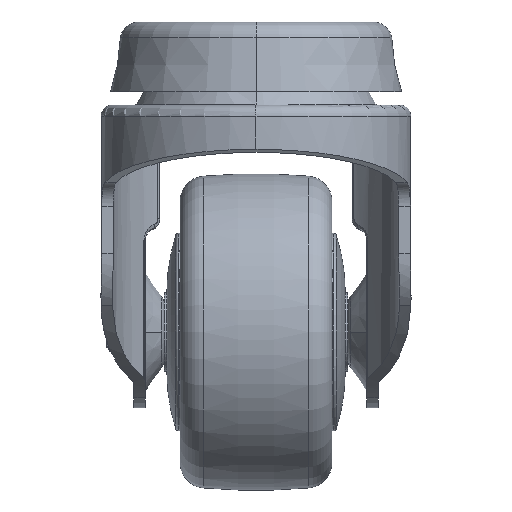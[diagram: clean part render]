
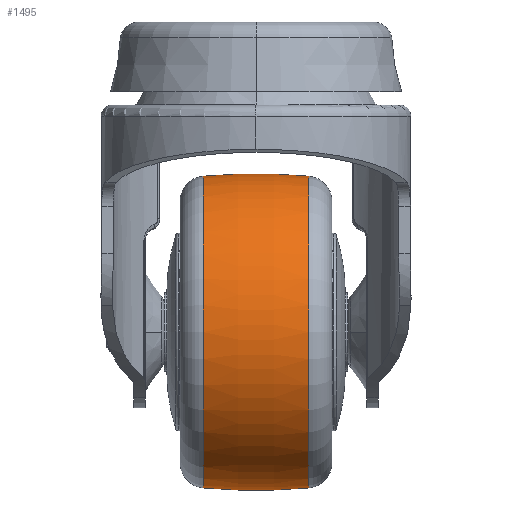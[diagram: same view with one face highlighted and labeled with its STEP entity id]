
A CAD part, left-side view. The second image highlights one B-rep face of the part: STEP entity #1495.
In plain terms, the highlighted toroidal (fillet/blend) face has major radius 71.375 mm and minor radius 96.375 mm.
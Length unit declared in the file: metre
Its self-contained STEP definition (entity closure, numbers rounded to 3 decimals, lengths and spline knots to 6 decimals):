
#1495=ADVANCED_FACE('',(#2346),#2347,.T.);
#2346=FACE_OUTER_BOUND('',#6868,.T.);
#2347=TOROIDAL_SURFACE('',#6869,-0.071375,0.096375);
#6868=EDGE_LOOP('',(#16346,#16347,#16348,#16349));
#6869=AXIS2_PLACEMENT_3D('',#16350,#16351,#16352);
#16346=ORIENTED_EDGE('',*,*,#19628,.T.);
#16347=ORIENTED_EDGE('',*,*,#19637,.F.);
#16348=ORIENTED_EDGE('',*,*,#19630,.T.);
#16349=ORIENTED_EDGE('',*,*,#19636,.T.);
#16350=CARTESIAN_POINT('',(0.,0.,0.0));
#16351=DIRECTION('',(0.,1.0,0.));
#16352=DIRECTION('',(0.0,0.,1.0));
#19628=EDGE_CURVE('',#21314,#21306,#21315,.T.);
#19630=EDGE_CURVE('',#21309,#21316,#21318,.T.);
#19636=EDGE_CURVE('',#21316,#21314,#21326,.T.);
#19637=EDGE_CURVE('',#21309,#21306,#21327,.T.);
#21306=VERTEX_POINT('',#24687);
#21309=VERTEX_POINT('',#24690);
#21314=VERTEX_POINT('',#24695);
#21315=CIRCLE('',#24696,0.096375);
#21316=VERTEX_POINT('',#24697);
#21318=CIRCLE('',#24699,0.096375);
#21326=CIRCLE('',#24707,0.024638);
#21327=CIRCLE('',#24708,0.024638);
#24687=CARTESIAN_POINT('',(0.,0.008346,0.024638));
#24690=CARTESIAN_POINT('',(0.,0.008346,-0.024638));
#24695=CARTESIAN_POINT('',(0.,-0.008346,0.024638));
#24696=AXIS2_PLACEMENT_3D('',#39894,#39895,#39896);
#24697=CARTESIAN_POINT('',(0.,-0.008346,-0.024638));
#24699=AXIS2_PLACEMENT_3D('',#39900,#39901,#39902);
#24707=AXIS2_PLACEMENT_3D('',#39918,#39919,#39920);
#24708=AXIS2_PLACEMENT_3D('',#39921,#39922,#39923);
#39894=CARTESIAN_POINT('',(0.,0.,-0.071375));
#39895=DIRECTION('',(-1.0,0.,0.));
#39896=DIRECTION('',(0.,0.,1.0));
#39900=CARTESIAN_POINT('',(0.,0.,0.071375));
#39901=DIRECTION('',(-1.0,0.,0.));
#39902=DIRECTION('',(0.,0.,-1.0));
#39918=CARTESIAN_POINT('',(0.,-0.008346,0.));
#39919=DIRECTION('',(0.,1.0,0.));
#39920=DIRECTION('',(0.,0.,1.0));
#39921=CARTESIAN_POINT('',(0.,0.008346,0.));
#39922=DIRECTION('',(0.,1.0,0.));
#39923=DIRECTION('',(0.,0.,1.0));
